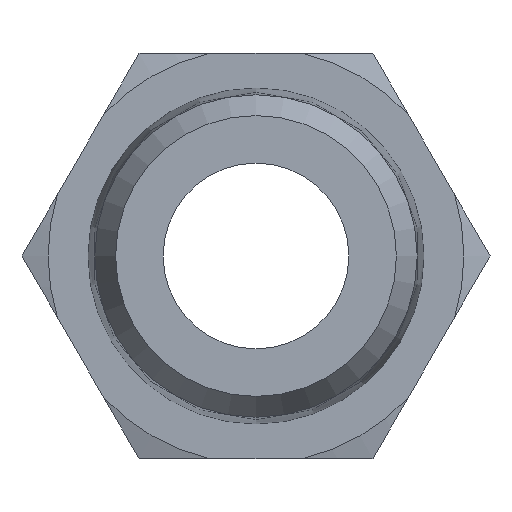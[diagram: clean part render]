
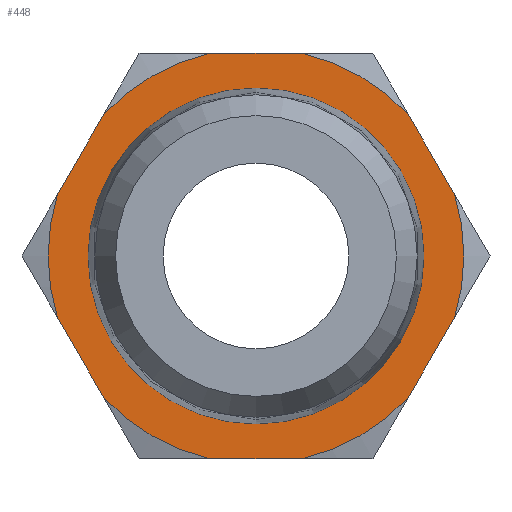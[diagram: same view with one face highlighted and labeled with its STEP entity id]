
A CAD part, front view. The second image highlights one B-rep face of the part: STEP entity #448.
In plain terms, the highlighted planar face has unit normal (0, -1, 0).
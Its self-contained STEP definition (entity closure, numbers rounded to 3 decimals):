
#28=LINE('',#735,#46);
#31=LINE('',#751,#49);
#33=LINE('',#765,#51);
#35=LINE('',#779,#53);
#37=LINE('',#793,#55);
#38=LINE('',#805,#56);
#46=VECTOR('',#567,1000.);
#49=VECTOR('',#572,1000.);
#51=VECTOR('',#576,1000.);
#53=VECTOR('',#580,1000.);
#55=VECTOR('',#584,1000.);
#56=VECTOR('',#587,1000.);
#66=PLANE('',#502);
#80=CIRCLE('',#501,4.973);
#81=CIRCLE('',#503,6.154);
#82=CIRCLE('',#504,6.154);
#83=CIRCLE('',#505,6.154);
#84=CIRCLE('',#506,6.154);
#85=CIRCLE('',#507,6.154);
#86=CIRCLE('',#508,6.154);
#178=ORIENTED_EDGE('',*,*,#266,.F.);
#179=ORIENTED_EDGE('',*,*,#267,.T.);
#180=ORIENTED_EDGE('',*,*,#241,.T.);
#181=ORIENTED_EDGE('',*,*,#268,.T.);
#182=ORIENTED_EDGE('',*,*,#246,.T.);
#183=ORIENTED_EDGE('',*,*,#269,.T.);
#184=ORIENTED_EDGE('',*,*,#250,.T.);
#185=ORIENTED_EDGE('',*,*,#270,.T.);
#186=ORIENTED_EDGE('',*,*,#254,.T.);
#187=ORIENTED_EDGE('',*,*,#271,.T.);
#188=ORIENTED_EDGE('',*,*,#258,.T.);
#189=ORIENTED_EDGE('',*,*,#272,.T.);
#190=ORIENTED_EDGE('',*,*,#261,.T.);
#241=EDGE_CURVE('',#297,#296,#28,.T.);
#246=EDGE_CURVE('',#301,#300,#31,.T.);
#250=EDGE_CURVE('',#304,#303,#33,.T.);
#254=EDGE_CURVE('',#307,#306,#35,.T.);
#258=EDGE_CURVE('',#310,#309,#37,.T.);
#261=EDGE_CURVE('',#312,#311,#38,.T.);
#266=EDGE_CURVE('',#316,#316,#80,.T.);
#267=EDGE_CURVE('',#311,#297,#81,.T.);
#268=EDGE_CURVE('',#296,#301,#82,.T.);
#269=EDGE_CURVE('',#300,#304,#83,.T.);
#270=EDGE_CURVE('',#303,#307,#84,.T.);
#271=EDGE_CURVE('',#306,#310,#85,.T.);
#272=EDGE_CURVE('',#309,#312,#86,.T.);
#296=VERTEX_POINT('',#734);
#297=VERTEX_POINT('',#736);
#300=VERTEX_POINT('',#750);
#301=VERTEX_POINT('',#752);
#303=VERTEX_POINT('',#764);
#304=VERTEX_POINT('',#766);
#306=VERTEX_POINT('',#778);
#307=VERTEX_POINT('',#780);
#309=VERTEX_POINT('',#792);
#310=VERTEX_POINT('',#794);
#311=VERTEX_POINT('',#804);
#312=VERTEX_POINT('',#806);
#316=VERTEX_POINT('',#821);
#367=EDGE_LOOP('',(#178));
#368=EDGE_LOOP('',(#179,#180,#181,#182,#183,#184,#185,#186,#187,#188,#189,
#190));
#403=FACE_BOUND('',#367,.T.);
#404=FACE_BOUND('',#368,.T.);
#448=ADVANCED_FACE('',(#403,#404),#66,.F.);
#501=AXIS2_PLACEMENT_3D('',#820,#600,#601);
#502=AXIS2_PLACEMENT_3D('',#822,#602,#603);
#503=AXIS2_PLACEMENT_3D('',#823,#604,#605);
#504=AXIS2_PLACEMENT_3D('',#824,#606,#607);
#505=AXIS2_PLACEMENT_3D('',#825,#608,#609);
#506=AXIS2_PLACEMENT_3D('',#826,#610,#611);
#507=AXIS2_PLACEMENT_3D('',#827,#612,#613);
#508=AXIS2_PLACEMENT_3D('',#828,#614,#615);
#567=DIRECTION('',(0.5,0.,-0.866));
#572=DIRECTION('',(1.,0.,0.));
#576=DIRECTION('',(0.5,0.,0.866));
#580=DIRECTION('',(-0.5,0.,0.866));
#584=DIRECTION('',(-1.,0.,0.));
#587=DIRECTION('',(-0.5,0.,-0.866));
#600=DIRECTION('',(0.,-1.,0.));
#601=DIRECTION('',(0.,0.,-1.));
#602=DIRECTION('',(0.,1.,0.));
#603=DIRECTION('',(0.,0.,1.));
#604=DIRECTION('',(0.,-1.,0.));
#605=DIRECTION('',(0.,0.,-1.));
#606=DIRECTION('',(0.,-1.,0.));
#607=DIRECTION('',(0.,0.,-1.));
#608=DIRECTION('',(0.,-1.,0.));
#609=DIRECTION('',(0.,0.,-1.));
#610=DIRECTION('',(0.,-1.,0.));
#611=DIRECTION('',(0.,0.,-1.));
#612=DIRECTION('',(0.,-1.,0.));
#613=DIRECTION('',(0.,0.,-1.));
#614=DIRECTION('',(0.,-1.,0.));
#615=DIRECTION('',(0.,0.,-1.));
#734=CARTESIAN_POINT('',(-4.512,7.5,-4.184));
#735=CARTESIAN_POINT('',(-3.658,7.5,-5.665));
#736=CARTESIAN_POINT('',(-5.88,7.5,-1.816));
#750=CARTESIAN_POINT('',(1.367,7.5,-6.));
#751=CARTESIAN_POINT('',(6.154,7.5,-6.));
#752=CARTESIAN_POINT('',(-1.367,7.5,-6.));
#764=CARTESIAN_POINT('',(5.88,7.5,-1.816));
#765=CARTESIAN_POINT('',(6.735,7.5,-0.335));
#766=CARTESIAN_POINT('',(4.512,7.5,-4.184));
#778=CARTESIAN_POINT('',(4.512,7.5,4.184));
#779=CARTESIAN_POINT('',(6.735,7.5,0.335));
#780=CARTESIAN_POINT('',(5.88,7.5,1.816));
#792=CARTESIAN_POINT('',(-1.367,7.5,6.));
#793=CARTESIAN_POINT('',(6.154,7.5,6.));
#794=CARTESIAN_POINT('',(1.367,7.5,6.));
#804=CARTESIAN_POINT('',(-5.88,7.5,1.816));
#805=CARTESIAN_POINT('',(-3.658,7.5,5.665));
#806=CARTESIAN_POINT('',(-4.512,7.5,4.184));
#820=CARTESIAN_POINT('',(0.,7.5,0.));
#821=CARTESIAN_POINT('',(0.,7.5,-4.973));
#822=CARTESIAN_POINT('',(6.154,7.5,0.));
#823=CARTESIAN_POINT('',(0.,7.5,0.));
#824=CARTESIAN_POINT('',(0.,7.5,0.));
#825=CARTESIAN_POINT('',(0.,7.5,0.));
#826=CARTESIAN_POINT('',(0.,7.5,0.));
#827=CARTESIAN_POINT('',(0.,7.5,0.));
#828=CARTESIAN_POINT('',(0.,7.5,0.));
